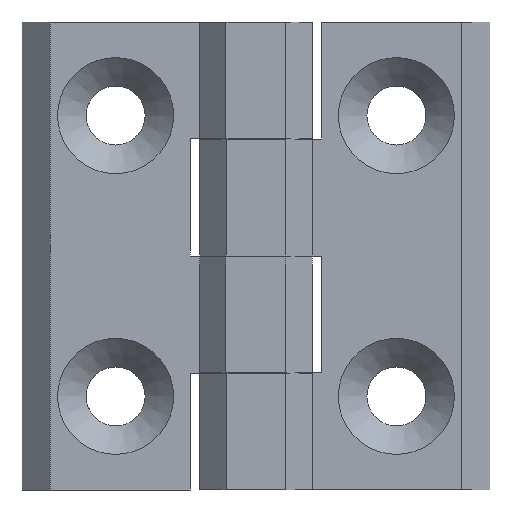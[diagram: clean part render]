
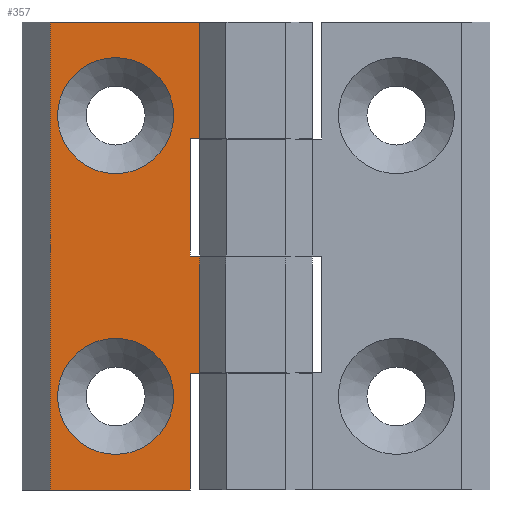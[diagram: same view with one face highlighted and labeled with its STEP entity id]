
A CAD part, front view. The second image highlights one B-rep face of the part: STEP entity #357.
In plain terms, the highlighted planar face has unit normal (-0.001, -1, 0).
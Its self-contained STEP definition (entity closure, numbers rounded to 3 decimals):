
#357 = ADVANCED_FACE( '', ( #858, #859, #860 ), #861, .F. );
#858 = FACE_BOUND( '', #1500, .T. );
#859 = FACE_BOUND( '', #1501, .T. );
#860 = FACE_OUTER_BOUND( '', #1502, .T. );
#861 = PLANE( '', #1503 );
#1500 = EDGE_LOOP( '', ( #3303 ) );
#1501 = EDGE_LOOP( '', ( #3304 ) );
#1502 = EDGE_LOOP( '', ( #3305, #3306, #3307, #3308, #3309, #3310, #3311, #3312, #3313, #3314 ) );
#1503 = AXIS2_PLACEMENT_3D( '', #3315, #3316, #3317 );
#3303 = ORIENTED_EDGE( '', *, *, #4650, .F. );
#3304 = ORIENTED_EDGE( '', *, *, #4652, .F. );
#3305 = ORIENTED_EDGE( '', *, *, #4657, .F. );
#3306 = ORIENTED_EDGE( '', *, *, #4671, .T. );
#3307 = ORIENTED_EDGE( '', *, *, #4690, .T. );
#3308 = ORIENTED_EDGE( '', *, *, #4717, .T. );
#3309 = ORIENTED_EDGE( '', *, *, #4512, .F. );
#3310 = ORIENTED_EDGE( '', *, *, #4716, .F. );
#3311 = ORIENTED_EDGE( '', *, *, #4679, .F. );
#3312 = ORIENTED_EDGE( '', *, *, #4684, .T. );
#3313 = ORIENTED_EDGE( '', *, *, #4695, .T. );
#3314 = ORIENTED_EDGE( '', *, *, #4664, .F. );
#3315 = CARTESIAN_POINT( '', ( -5.999, 0.507, -25. ) );
#3316 = DIRECTION( '', ( 0.001, 1., 0. ) );
#3317 = DIRECTION( '', ( 1., -0.001, 0. ) );
#4512 = EDGE_CURVE( '', #5431, #5426, #5433, .T. );
#4650 = EDGE_CURVE( '', #5646, #5646, #5647, .T. );
#4652 = EDGE_CURVE( '', #5650, #5650, #5651, .T. );
#4657 = EDGE_CURVE( '', #5658, #5656, #5660, .T. );
#4664 = EDGE_CURVE( '', #5656, #5673, #5674, .T. );
#4671 = EDGE_CURVE( '', #5658, #5685, #5687, .T. );
#4679 = EDGE_CURVE( '', #5699, #5697, #5701, .T. );
#4684 = EDGE_CURVE( '', #5699, #5709, #5711, .T. );
#4690 = EDGE_CURVE( '', #5685, #5721, #5722, .T. );
#4695 = EDGE_CURVE( '', #5709, #5673, #5729, .T. );
#4716 = EDGE_CURVE( '', #5697, #5431, #5755, .T. );
#4717 = EDGE_CURVE( '', #5721, #5426, #5756, .T. );
#5426 = VERTEX_POINT( '', #6992 );
#5431 = VERTEX_POINT( '', #6999 );
#5433 = LINE( '', #7002, #7003 );
#5646 = VERTEX_POINT( '', #7484 );
#5647 = CIRCLE( '', #7485, 6.2 );
#5650 = VERTEX_POINT( '', #7488 );
#5651 = CIRCLE( '', #7489, 6.2 );
#5656 = VERTEX_POINT( '', #7494 );
#5658 = VERTEX_POINT( '', #7497 );
#5660 = LINE( '', #7500, #7501 );
#5673 = VERTEX_POINT( '', #7518 );
#5674 = LINE( '', #7519, #7520 );
#5685 = VERTEX_POINT( '', #7536 );
#5687 = LINE( '', #7539, #7540 );
#5697 = VERTEX_POINT( '', #7554 );
#5699 = VERTEX_POINT( '', #7557 );
#5701 = LINE( '', #7560, #7561 );
#5709 = VERTEX_POINT( '', #7571 );
#5711 = LINE( '', #7574, #7575 );
#5721 = VERTEX_POINT( '', #7589 );
#5722 = LINE( '', #7590, #7591 );
#5729 = LINE( '', #7602, #7603 );
#5755 = LINE( '', #7648, #7649 );
#5756 = LINE( '', #7650, #7651 );
#6992 = CARTESIAN_POINT( '', ( -21.999, 0.524, 25. ) );
#6999 = CARTESIAN_POINT( '', ( -21.999, 0.524, -25. ) );
#7002 = CARTESIAN_POINT( '', ( -21.999, 0.524, -25. ) );
#7003 = VECTOR( '', #8920, 1000. );
#7484 = CARTESIAN_POINT( '', ( -21.199, 0.523, -15. ) );
#7485 = AXIS2_PLACEMENT_3D( '', #9010, #9011, #9012 );
#7488 = CARTESIAN_POINT( '', ( -21.199, 0.523, 15. ) );
#7489 = AXIS2_PLACEMENT_3D( '', #9016, #9017, #9018 );
#7494 = CARTESIAN_POINT( '', ( -6.999, 0.508, 0. ) );
#7497 = CARTESIAN_POINT( '', ( -6.999, 0.508, 12.5 ) );
#7500 = CARTESIAN_POINT( '', ( -6.999, 0.508, 12.5 ) );
#7501 = VECTOR( '', #9027, 1000. );
#7518 = CARTESIAN_POINT( '', ( -5.999, 0.507, 0. ) );
#7519 = CARTESIAN_POINT( '', ( -6.999, 0.508, 0. ) );
#7520 = VECTOR( '', #9038, 1000. );
#7536 = CARTESIAN_POINT( '', ( -5.999, 0.507, 12.5 ) );
#7539 = CARTESIAN_POINT( '', ( -6.999, 0.508, 12.5 ) );
#7540 = VECTOR( '', #9045, 1000. );
#7554 = CARTESIAN_POINT( '', ( -6.999, 0.508, -25. ) );
#7557 = CARTESIAN_POINT( '', ( -6.999, 0.508, -12.5 ) );
#7560 = CARTESIAN_POINT( '', ( -6.999, 0.508, -12.5 ) );
#7561 = VECTOR( '', #9055, 1000. );
#7571 = CARTESIAN_POINT( '', ( -5.999, 0.507, -12.5 ) );
#7574 = CARTESIAN_POINT( '', ( -6.999, 0.508, -12.5 ) );
#7575 = VECTOR( '', #9062, 1000. );
#7589 = CARTESIAN_POINT( '', ( -5.999, 0.507, 25. ) );
#7590 = CARTESIAN_POINT( '', ( -5.999, 0.507, -25. ) );
#7591 = VECTOR( '', #9070, 1000. );
#7602 = CARTESIAN_POINT( '', ( -5.999, 0.507, -25. ) );
#7603 = VECTOR( '', #9075, 1000. );
#7648 = CARTESIAN_POINT( '', ( -5.999, 0.507, -25. ) );
#7649 = VECTOR( '', #9098, 1000. );
#7650 = CARTESIAN_POINT( '', ( -5.999, 0.507, 25. ) );
#7651 = VECTOR( '', #9099, 1000. );
#8920 = DIRECTION( '', ( 0., 0., 1. ) );
#9010 = CARTESIAN_POINT( '', ( -14.999, 0.516, -15. ) );
#9011 = DIRECTION( '', ( -0.001, -1., 0. ) );
#9012 = DIRECTION( '', ( -1., 0.001, 0. ) );
#9016 = CARTESIAN_POINT( '', ( -14.999, 0.516, 15. ) );
#9017 = DIRECTION( '', ( -0.001, -1., 0. ) );
#9018 = DIRECTION( '', ( -1., 0.001, 0. ) );
#9027 = DIRECTION( '', ( 0., 0., -1. ) );
#9038 = DIRECTION( '', ( 1., -0.001, 0. ) );
#9045 = DIRECTION( '', ( 1., -0.001, 0. ) );
#9055 = DIRECTION( '', ( 0., 0., -1. ) );
#9062 = DIRECTION( '', ( 1., -0.001, 0. ) );
#9070 = DIRECTION( '', ( 0., 0., 1. ) );
#9075 = DIRECTION( '', ( 0., 0., 1. ) );
#9098 = DIRECTION( '', ( -1., 0.001, 0. ) );
#9099 = DIRECTION( '', ( -1., 0.001, 0. ) );
